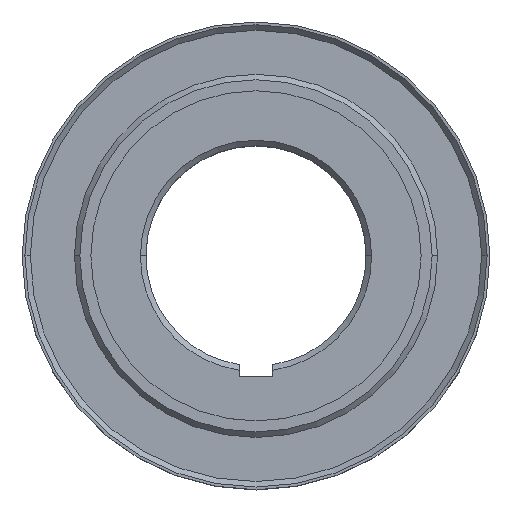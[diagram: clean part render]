
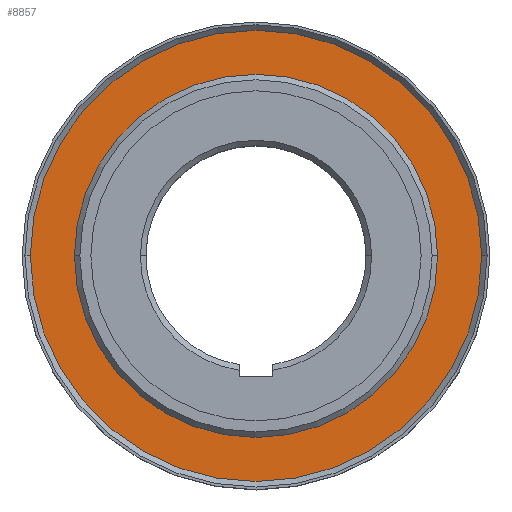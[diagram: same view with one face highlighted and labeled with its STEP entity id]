
A CAD part, top view. The second image highlights one B-rep face of the part: STEP entity #8857.
In plain terms, the highlighted planar face has unit normal (0, 0, 1).
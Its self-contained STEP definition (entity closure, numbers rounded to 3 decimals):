
#1411 = CARTESIAN_POINT ( 'NONE',  ( 0., 0., 22. ) ) ;
#1419 = CIRCLE ( 'NONE', #15302, 41. ) ;
#1605 = ORIENTED_EDGE ( 'NONE', *, *, #6753, .T. ) ;
#1873 = ORIENTED_EDGE ( 'NONE', *, *, #11804, .F. ) ;
#1946 = FACE_OUTER_BOUND ( 'NONE', #11051, .T. ) ;
#2116 = ORIENTED_EDGE ( 'NONE', *, *, #2614, .T. ) ;
#2471 = CARTESIAN_POINT ( 'NONE',  ( 33., 0., 22. ) ) ;
#2614 = EDGE_CURVE ( 'NONE', #2917, #2963, #10829, .T. ) ;
#2917 = VERTEX_POINT ( 'NONE', #10334 ) ;
#2963 = VERTEX_POINT ( 'NONE', #2471 ) ;
#3291 = DIRECTION ( 'NONE',  ( 0., 0., 1. ) ) ;
#4518 = CARTESIAN_POINT ( 'NONE',  ( 0., 0., 22. ) ) ;
#5330 = EDGE_LOOP ( 'NONE', ( #1605, #2116 ) ) ;
#5862 = EDGE_CURVE ( 'NONE', #15949, #13398, #7651, .T. ) ;
#6193 = DIRECTION ( 'NONE',  ( 0., 0., -1. ) ) ;
#6209 = DIRECTION ( 'NONE',  ( -1., 0., 0. ) ) ;
#6432 = AXIS2_PLACEMENT_3D ( 'NONE', #1411, #17309, #10096 ) ;
#6753 = EDGE_CURVE ( 'NONE', #2963, #2917, #17613, .T. ) ;
#7651 = CIRCLE ( 'NONE', #6432, 41. ) ;
#7713 = PLANE ( 'NONE',  #12587 ) ;
#8857 = ADVANCED_FACE ( 'NONE', ( #10458, #1946 ), #7713, .T. ) ;
#10096 = DIRECTION ( 'NONE',  ( -1., 0., 0. ) ) ;
#10334 = CARTESIAN_POINT ( 'NONE',  ( -33., 0., 22. ) ) ;
#10458 = FACE_BOUND ( 'NONE', #5330, .T. ) ;
#10692 = DIRECTION ( 'NONE',  ( -1., 0., 0. ) ) ;
#10829 = CIRCLE ( 'NONE', #13260, 33. ) ;
#11051 = EDGE_LOOP ( 'NONE', ( #15008, #1873 ) ) ;
#11276 = DIRECTION ( 'NONE',  ( -1., 0., 0. ) ) ;
#11804 = EDGE_CURVE ( 'NONE', #13398, #15949, #1419, .T. ) ;
#11857 = CARTESIAN_POINT ( 'NONE',  ( 0., 0., 22. ) ) ;
#11943 = DIRECTION ( 'NONE',  ( -1., 0., 0. ) ) ;
#12587 = AXIS2_PLACEMENT_3D ( 'NONE', #4518, #3291, #6209 ) ;
#13260 = AXIS2_PLACEMENT_3D ( 'NONE', #11857, #6193, #11943 ) ;
#13358 = CARTESIAN_POINT ( 'NONE',  ( 0., 0., 22. ) ) ;
#13398 = VERTEX_POINT ( 'NONE', #16444 ) ;
#13438 = DIRECTION ( 'NONE',  ( 0., 0., -1. ) ) ;
#15008 = ORIENTED_EDGE ( 'NONE', *, *, #5862, .F. ) ;
#15302 = AXIS2_PLACEMENT_3D ( 'NONE', #13358, #13438, #10692 ) ;
#15949 = VERTEX_POINT ( 'NONE', #17895 ) ;
#16397 = AXIS2_PLACEMENT_3D ( 'NONE', #18584, #18402, #11276 ) ;
#16444 = CARTESIAN_POINT ( 'NONE',  ( 41., 0., 22. ) ) ;
#17309 = DIRECTION ( 'NONE',  ( 0., 0., -1. ) ) ;
#17613 = CIRCLE ( 'NONE', #16397, 33. ) ;
#17895 = CARTESIAN_POINT ( 'NONE',  ( -41., 0., 22. ) ) ;
#18402 = DIRECTION ( 'NONE',  ( 0., 0., -1. ) ) ;
#18584 = CARTESIAN_POINT ( 'NONE',  ( 0., 0., 22. ) ) ;
